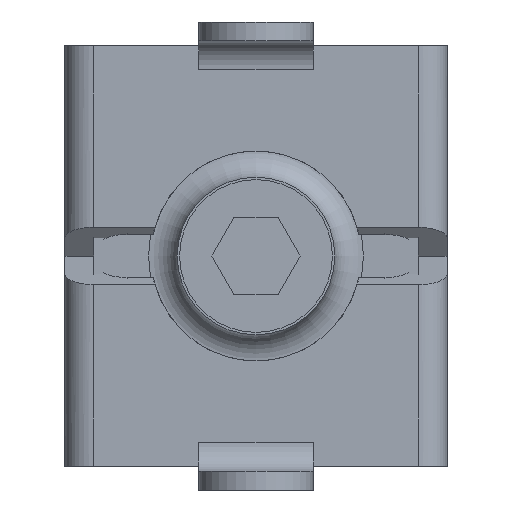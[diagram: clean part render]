
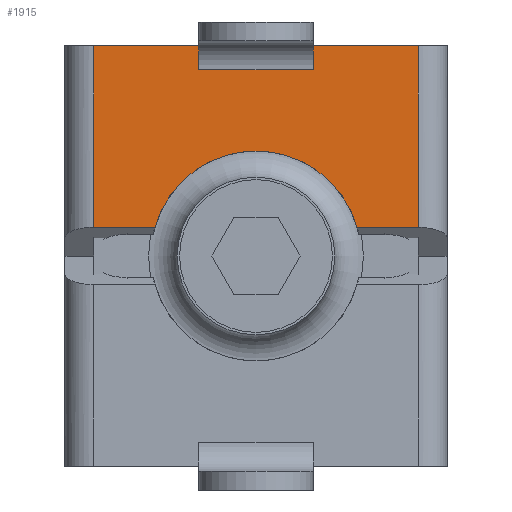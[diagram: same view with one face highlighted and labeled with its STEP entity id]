
A CAD part, front view. The second image highlights one B-rep face of the part: STEP entity #1915.
In plain terms, the highlighted face is planar.
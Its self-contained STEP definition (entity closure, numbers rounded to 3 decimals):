
#111=CIRCLE('',#2103,11.);
#161=LINE('',#2833,#359);
#162=LINE('',#2838,#360);
#169=LINE('',#2859,#367);
#177=LINE('',#2881,#375);
#182=LINE('',#2895,#380);
#254=LINE('',#3072,#452);
#255=LINE('',#3073,#453);
#256=LINE('',#3075,#454);
#257=LINE('',#3076,#455);
#359=VECTOR('',#2246,1000.);
#360=VECTOR('',#2251,1000.);
#367=VECTOR('',#2266,1000.);
#375=VECTOR('',#2286,1000.);
#380=VECTOR('',#2297,1000.);
#452=VECTOR('',#2459,1000.);
#453=VECTOR('',#2460,1000.);
#454=VECTOR('',#2461,1000.);
#455=VECTOR('',#2462,1000.);
#709=ORIENTED_EDGE('',*,*,#1226,.T.);
#710=ORIENTED_EDGE('',*,*,#1108,.T.);
#711=ORIENTED_EDGE('',*,*,#1227,.T.);
#712=ORIENTED_EDGE('',*,*,#1131,.F.);
#713=ORIENTED_EDGE('',*,*,#1120,.F.);
#714=ORIENTED_EDGE('',*,*,#1228,.F.);
#715=ORIENTED_EDGE('',*,*,#1229,.T.);
#716=ORIENTED_EDGE('',*,*,#1138,.F.);
#717=ORIENTED_EDGE('',*,*,#1230,.T.);
#718=ORIENTED_EDGE('',*,*,#1110,.T.);
#1108=EDGE_CURVE('',#1376,#1382,#161,.T.);
#1110=EDGE_CURVE('',#1385,#1383,#162,.T.);
#1120=EDGE_CURVE('',#1394,#1395,#169,.T.);
#1131=EDGE_CURVE('',#1395,#1403,#177,.T.);
#1138=EDGE_CURVE('',#1409,#1410,#182,.T.);
#1226=EDGE_CURVE('',#1383,#1376,#111,.T.);
#1227=EDGE_CURVE('',#1382,#1403,#254,.T.);
#1228=EDGE_CURVE('',#1469,#1394,#255,.T.);
#1229=EDGE_CURVE('',#1469,#1410,#256,.T.);
#1230=EDGE_CURVE('',#1409,#1385,#257,.F.);
#1376=VERTEX_POINT('',#2820);
#1382=VERTEX_POINT('',#2832);
#1383=VERTEX_POINT('',#2836);
#1385=VERTEX_POINT('',#2839);
#1394=VERTEX_POINT('',#2858);
#1395=VERTEX_POINT('',#2860);
#1403=VERTEX_POINT('',#2882);
#1409=VERTEX_POINT('',#2896);
#1410=VERTEX_POINT('',#2897);
#1469=VERTEX_POINT('',#3074);
#1599=EDGE_LOOP('',(#709,#710,#711,#712,#713,#714,#715,#716,#717,#718));
#1723=FACE_BOUND('',#1599,.T.);
#1840=PLANE('',#2102);
#1915=ADVANCED_FACE('',(#1723),#1840,.F.);
#2102=AXIS2_PLACEMENT_3D('',#3070,#2455,#2456);
#2103=AXIS2_PLACEMENT_3D('',#3071,#2457,#2458);
#2246=DIRECTION('',(0.,0.,-1.));
#2251=DIRECTION('',(0.,0.,-1.));
#2266=DIRECTION('',(-1.,0.,0.));
#2286=DIRECTION('',(0.,0.,-1.));
#2297=DIRECTION('',(0.,0.,-1.));
#2455=DIRECTION('',(0.,-1.,0.));
#2456=DIRECTION('',(0.,0.,-1.));
#2457=DIRECTION('',(0.,-1.,0.));
#2458=DIRECTION('',(0.,0.,-1.));
#2459=DIRECTION('',(-1.,0.,0.));
#2460=DIRECTION('',(0.,0.,-1.));
#2461=DIRECTION('',(-1.,0.,0.));
#2462=DIRECTION('',(-1.,0.,0.));
#2820=CARTESIAN_POINT('',(19.,0.,-10.583));
#2832=CARTESIAN_POINT('',(19.,0.,-17.));
#2833=CARTESIAN_POINT('',(19.,0.,20.));
#2836=CARTESIAN_POINT('',(19.,0.,10.583));
#2838=CARTESIAN_POINT('',(19.,0.,20.));
#2839=CARTESIAN_POINT('',(19.,0.,17.));
#2858=CARTESIAN_POINT('',(2.48,0.,-6.));
#2859=CARTESIAN_POINT('',(19.,0.,-6.));
#2860=CARTESIAN_POINT('',(0.,0.,-6.));
#2881=CARTESIAN_POINT('',(0.,0.,20.));
#2882=CARTESIAN_POINT('',(0.,0.,-17.));
#2895=CARTESIAN_POINT('',(0.,0.,20.));
#2896=CARTESIAN_POINT('',(0.,0.,17.));
#2897=CARTESIAN_POINT('',(0.,0.,6.));
#3070=CARTESIAN_POINT('',(19.,0.,20.));
#3071=CARTESIAN_POINT('',(22.,0.,0.));
#3072=CARTESIAN_POINT('',(19.,0.,-17.));
#3073=CARTESIAN_POINT('',(2.48,0.,6.));
#3074=CARTESIAN_POINT('',(2.48,0.,6.));
#3075=CARTESIAN_POINT('',(19.,0.,6.));
#3076=CARTESIAN_POINT('',(19.,0.,17.));
